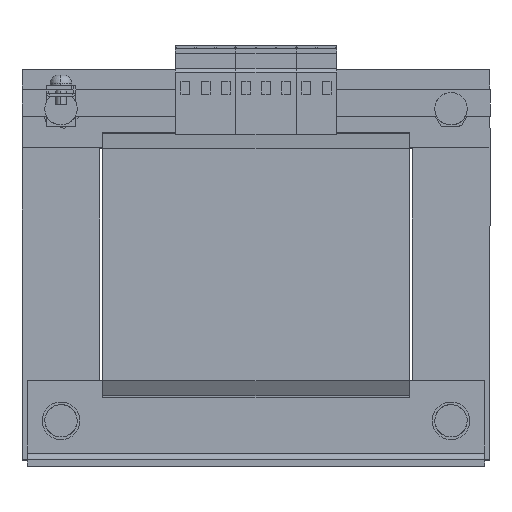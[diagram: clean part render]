
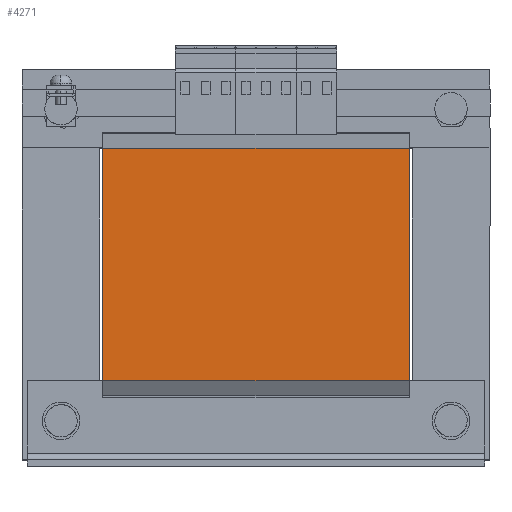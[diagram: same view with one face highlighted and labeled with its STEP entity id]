
A CAD part, top view. The second image highlights one B-rep face of the part: STEP entity #4271.
In plain terms, the highlighted planar face has unit normal (0, 0, 1).
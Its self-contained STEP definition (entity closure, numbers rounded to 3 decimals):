
#205 = EDGE_LOOP ( 'NONE', ( #1404, #7804, #10661, #9723 ) ) ;
#286 = CARTESIAN_POINT ( 'NONE',  ( -57., -43.2, 59. ) ) ;
#687 = DIRECTION ( 'NONE',  ( -1., 0., 0. ) ) ;
#766 = DIRECTION ( 'NONE',  ( 0., -1., 0. ) ) ;
#1404 = ORIENTED_EDGE ( 'NONE', *, *, #14633, .T. ) ;
#1562 = DIRECTION ( 'NONE',  ( -1., 0., 0. ) ) ;
#2072 = LINE ( 'NONE', #12046, #11700 ) ;
#2325 = EDGE_CURVE ( 'Defeature ausgef�hrt1_88+Defeature ausgef�hrt1_87+Defeature ausgef�hrt1_85+Defeature ausgef�hrt1_86', #5786, #3440, #4133, .T. ) ;
#3440 = VERTEX_POINT ( 'NONE', #286 ) ;
#3939 = DIRECTION ( 'NONE',  ( 0., 0., -1. ) ) ;
#4133 = LINE ( 'NONE', #9730, #10700 ) ;
#4271 = ADVANCED_FACE ( 'Defeature ausgef�hrt1_87', ( #10223 ), #11531, .F. ) ;
#5186 = DIRECTION ( 'NONE',  ( -1., 0., 0. ) ) ;
#5541 = EDGE_CURVE ( 'Defeature ausgef�hrt1_85+Defeature ausgef�hrt1_87+Defeature ausgef�hrt1_110+Defeature ausgef�hrt1_88', #13106, #5786, #2072, .T. ) ;
#5786 = VERTEX_POINT ( 'NONE', #11377 ) ;
#5869 = VERTEX_POINT ( 'NONE', #8077 ) ;
#6960 = LINE ( 'NONE', #9043, #8192 ) ;
#7804 = ORIENTED_EDGE ( 'NONE', *, *, #2325, .F. ) ;
#8077 = CARTESIAN_POINT ( 'NONE',  ( -57., 43.2, 59. ) ) ;
#8192 = VECTOR ( 'NONE', #5186, 1000. ) ;
#8834 = DIRECTION ( 'NONE',  ( 0., -1., 0. ) ) ;
#9043 = CARTESIAN_POINT ( 'NONE',  ( 57., 43.2, 59. ) ) ;
#9723 = ORIENTED_EDGE ( 'NONE', *, *, #15208, .T. ) ;
#9730 = CARTESIAN_POINT ( 'NONE',  ( 57., -43.2, 59. ) ) ;
#10223 = FACE_OUTER_BOUND ( 'NONE', #205, .T. ) ;
#10661 = ORIENTED_EDGE ( 'NONE', *, *, #5541, .F. ) ;
#10700 = VECTOR ( 'NONE', #687, 1000. ) ;
#11377 = CARTESIAN_POINT ( 'NONE',  ( 57., -43.2, 59. ) ) ;
#11531 = PLANE ( 'NONE',  #16118 ) ;
#11700 = VECTOR ( 'NONE', #766, 1000. ) ;
#12046 = CARTESIAN_POINT ( 'NONE',  ( 57., -43.2, 59. ) ) ;
#12546 = CARTESIAN_POINT ( 'NONE',  ( -57., -43.2, 59. ) ) ;
#13106 = VERTEX_POINT ( 'NONE', #13704 ) ;
#13420 = VECTOR ( 'NONE', #8834, 1000. ) ;
#13704 = CARTESIAN_POINT ( 'NONE',  ( 57., 43.2, 59. ) ) ;
#14633 = EDGE_CURVE ( 'Defeature ausgef�hrt1_87+Defeature ausgef�hrt1_86+Defeature ausgef�hrt1_110+Defeature ausgef�hrt1_88', #5869, #3440, #15169, .T. ) ;
#15169 = LINE ( 'NONE', #12546, #13420 ) ;
#15208 = EDGE_CURVE ( 'Defeature ausgef�hrt1_87+Defeature ausgef�hrt1_110+Defeature ausgef�hrt1_85+Defeature ausgef�hrt1_86', #13106, #5869, #6960, .T. ) ;
#15227 = CARTESIAN_POINT ( 'NONE',  ( 57., -43.2, 59. ) ) ;
#16118 = AXIS2_PLACEMENT_3D ( 'NONE', #15227, #3939, #1562 ) ;
